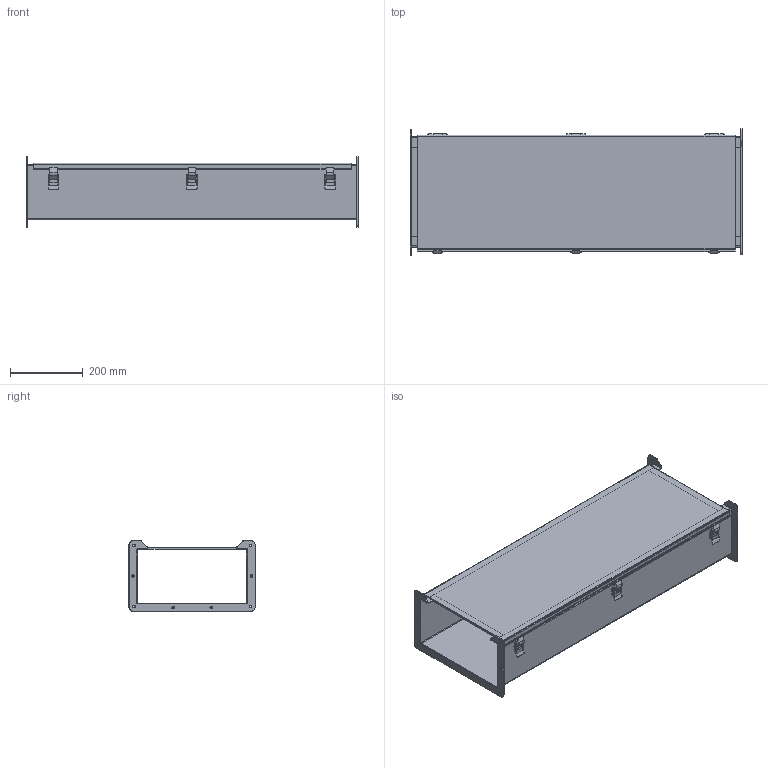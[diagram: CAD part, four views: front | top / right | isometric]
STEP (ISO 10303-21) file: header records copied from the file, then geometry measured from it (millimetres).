
FILE_DESCRIPTION (( 'STEP AP203' ), '1' );
FILE_NAME ('1485F36.step', '2020-11-19T14:44:18', ( 'ADC123' ), ( 'Microsoft' ), 'SwSTEP 2.0', 'SolidWorks 2019', '' );
FILE_SCHEMA (( 'CONFIG_CONTROL_DESIGN' ));
Length unit declared in the file: inch
Products named in the file (1): 1485F36
Bounding box: 914.4 x 347.22 x 193.68 mm (x, y, z)
Volume: 2326788.4 mm3; surface area: 2032609.9 mm2
Topology: 26 solids, 26 shells, 563 faces, 1485 edges, 980 vertices
Faces by surface type: plane 334, cylinder 223, bspline 6
Full cylindrical faces by diameter (mm): 3.175 x6, 3.302 x6, 3.969 x6, 4.166 x6, 4.763 x9, 7.137 x16
Entity records: 17357 total; most frequent: CARTESIAN_POINT 3148, DIRECTION 2974, ORIENTED_EDGE 2842, EDGE_CURVE 1421, AXIS2_PLACEMENT_3D 1013, VERTEX_POINT 977, LINE 948, VECTOR 948
